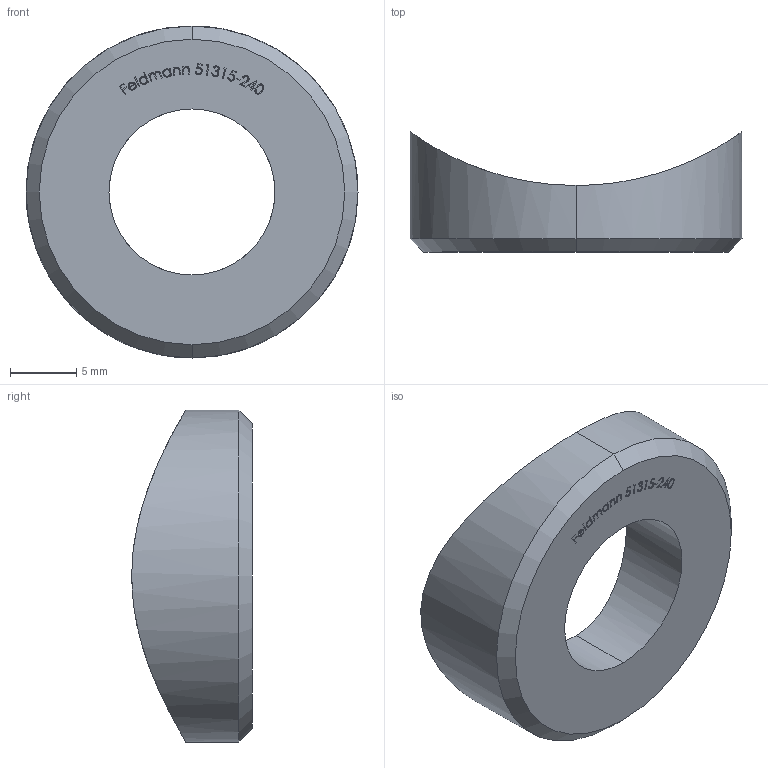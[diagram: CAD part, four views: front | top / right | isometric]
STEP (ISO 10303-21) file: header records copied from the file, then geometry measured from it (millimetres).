
FILE_DESCRIPTION (( 'STEP AP203' ), '1' );
FILE_NAME ('51315-240.STEP', '2020-07-02T14:06:21', ( '' ), ( '' ), 'SwSTEP 2.0', 'SolidWorks 2018', '' );
FILE_SCHEMA (( 'CONFIG_CONTROL_DESIGN' ));
Length unit declared in the file: millimetre
Products named in the file (1): 51315-240
Bounding box: 25 x 9.08 x 25 mm (x, y, z)
Volume: 2248.2 mm3; surface area: 1481.2 mm2
Topology: 1 solids, 1 shells, 227 faces, 607 edges, 404 vertices
Faces by surface type: plane 127, bspline 93, cylinder 5, cone 2
Entity records: 12226 total; most frequent: CARTESIAN_POINT 7112, ORIENTED_EDGE 1214, DIRECTION 693, EDGE_CURVE 607, VECTOR 411, LINE 411, VERTEX_POINT 404, EDGE_LOOP 251
